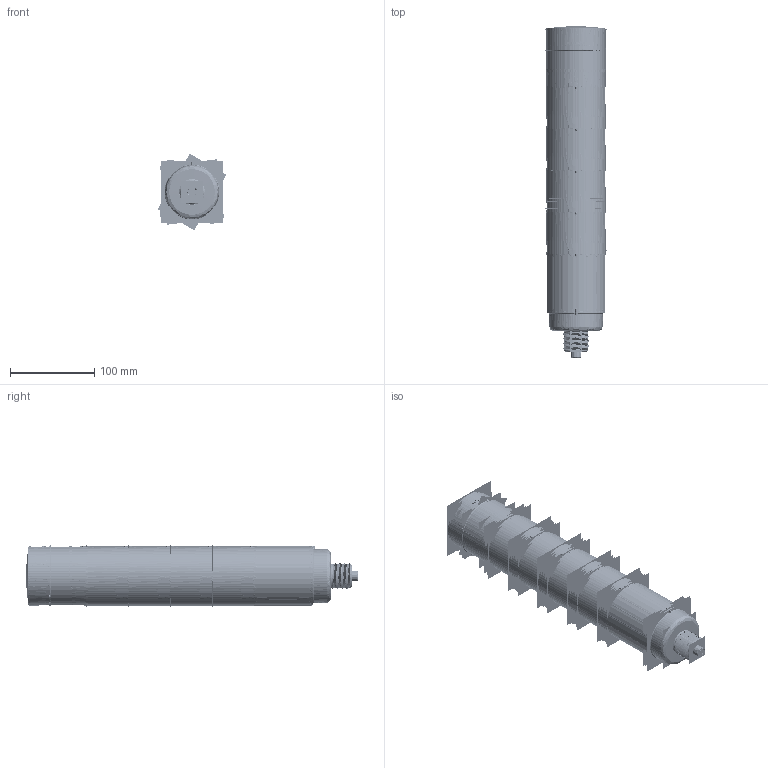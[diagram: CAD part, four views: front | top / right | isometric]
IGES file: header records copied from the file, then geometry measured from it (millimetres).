
Start section:  PTC IGES file: 191416.igs
Global section: file name: 191416.igs; native system: Creo Parametric by PTC Inc.; preprocessor: 2016260; author: PDMAdmin; organization: Unknown; date: 20161220.143416; units: millimetre
Bounding box: 81.17 x 393.62 x 90.7 mm (x, y, z)
Volume: 359108.7 mm3; surface area: 2015015.2 mm2
Topology: 15 solids, 20 shells, 8450 faces, 41784 edges, 52222 vertices
Faces by surface type: revolution 4286, bspline 4120, extrusion 44
